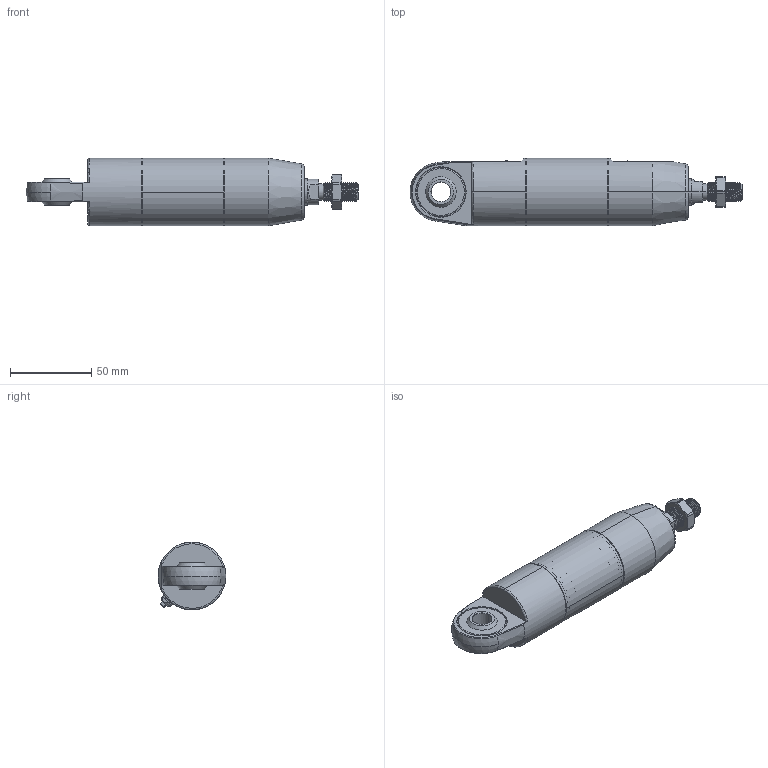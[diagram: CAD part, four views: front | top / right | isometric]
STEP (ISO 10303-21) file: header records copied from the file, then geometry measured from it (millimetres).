
FILE_DESCRIPTION (( 'STEP AP214' ), '1' );
FILE_NAME ('U040 0000 1124.STEP', '2021-05-05T09:51:31', ( '' ), ( '' ), 'SwSTEP 2.0', 'SolidWorks 2019', '' );
FILE_SCHEMA (( 'AUTOMOTIVE_DESIGN' ));
Length unit declared in the file: millimetre
Products named in the file (20): Stempelstangsmøtrik_U1904030; 9036-01; 9037-01-1; Oring_ORING 02,9 X 1,2; Leje_PAP1610P11; Magnet_9340; Bremsepakning_PP2028N3589; Bolt-DIN912_M10x35; 1040-11; Bremseskrue 16-50; 9040-36JB2_9040-36JB2; Oring_ORING 37,82 X 1,78; Stempeltætning_E44030N3578; 9040-35-R_1040-35-0; U040 0000 1124; glrsw12; 9016-34_9016-34-0; Afstryger (32-125)_407285; 1040-24
Assembly tree (26 placements, depth 3):
  U040 0000 1124
    1040-11
    1040-24
    9016-34_9016-34-0
    9040-35-R_1040-35-0
    Bremseskrue 16-50
      9036-01
      9037-01-1
      Oring_ORING 02,9 X 1,2
    Bremseskrue 16-50
      9036-01
      9037-01-1
      Oring_ORING 02,9 X 1,2
    Afstryger (32-125)_407285
    glrsw12
    9040-36JB2_9040-36JB2  x2
    Bolt-DIN912_M10x35
    Oring_ORING 37,82 X 1,78  x2
    Magnet_9340
    Stempeltætning_E44030N3578  x2
    Leje_PAP1610P11
    Bremsepakning_PP2028N3589  x2
    Stempelstangsmøtrik_U1904030
Bounding box: 204 x 41.6 x 41.6 mm (x, y, z)
Volume: 172889.4 mm3; surface area: 88133.9 mm2
Topology: 24 solids, 24 shells, 723 faces, 1653 edges, 1022 vertices
Faces by surface type: cylinder 293, plane 182, cone 150, torus 77, bspline 19, sphere 2
Entity records: 29334 total; most frequent: CARTESIAN_POINT 15886, DIRECTION 2686, ORIENTED_EDGE 2626, EDGE_CURVE 1313, AXIS2_PLACEMENT_3D 1118, VERTEX_POINT 817, EDGE_LOOP 648, ADVANCED_FACE 569
